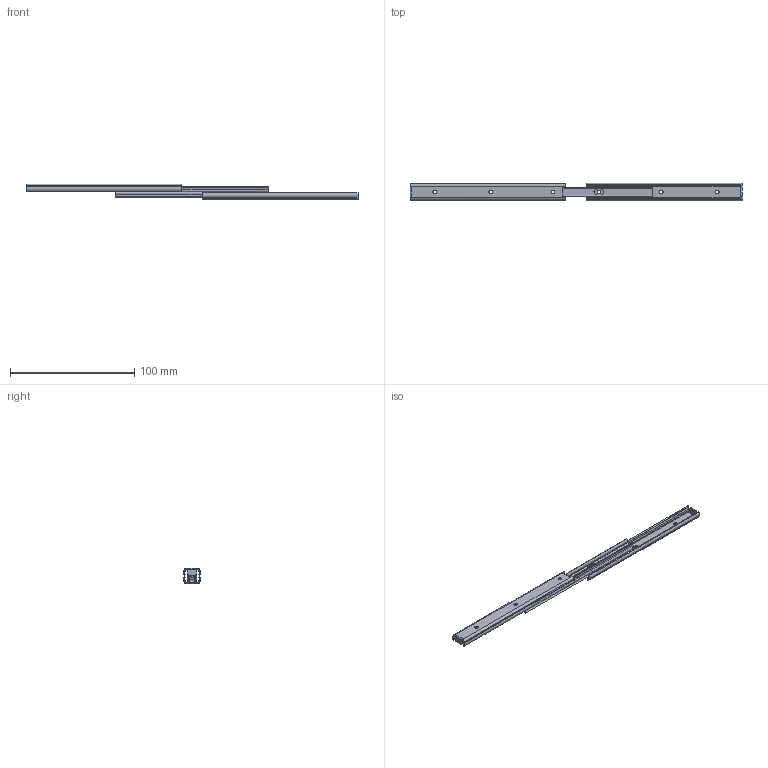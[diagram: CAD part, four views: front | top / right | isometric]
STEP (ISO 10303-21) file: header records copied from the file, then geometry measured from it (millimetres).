
FILE_DESCRIPTION (( 'STEP AP203' ), '1' );
FILE_NAME ('U1431-125.STEP', '2020-06-02T05:08:05', ( '' ), ( '' ), 'SwSTEP 2.0', 'SolidWorks 2019', '' );
FILE_SCHEMA (( 'CONFIG_CONTROL_DESIGN' ));
Length unit declared in the file: millimetre
Products named in the file (3): U1431-125; U1431-125 IM; U1431-125 OM
Assembly tree (4 placements, depth 2):
  U1431-125
    U1431-125 OM  x2
    U1431-125 IM  x2
Bounding box: 266.9 x 14 x 12.8 mm (x, y, z)
Volume: 8041 mm3; surface area: 18654.2 mm2
Topology: 4 solids, 4 shells, 276 faces, 784 edges, 516 vertices
Faces by surface type: cylinder 154, plane 122
Entity records: 5031 total; most frequent: CARTESIAN_POINT 1091, ORIENTED_EDGE 784, DIRECTION 732, EDGE_CURVE 392, AXIS2_PLACEMENT_3D 259, VERTEX_POINT 258, LINE 214, VECTOR 214
